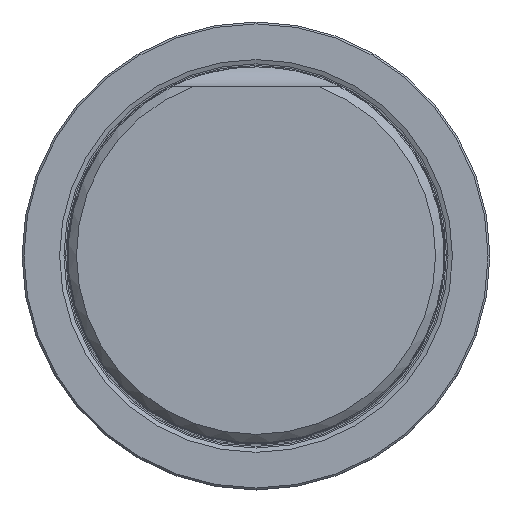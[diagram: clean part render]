
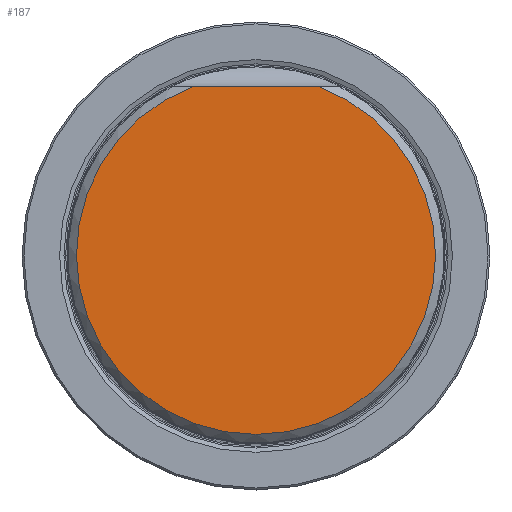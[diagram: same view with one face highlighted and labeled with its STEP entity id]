
A CAD part, top view. The second image highlights one B-rep face of the part: STEP entity #187.
In plain terms, the highlighted planar face has unit normal (0, 0, 1).
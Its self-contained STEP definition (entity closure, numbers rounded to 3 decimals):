
#125=FACE_OUTER_BOUND('',#286,.T.);
#134=LINE('',#761,#140);
#140=VECTOR('',#632,1.);
#172=PLANE('',#543);
#187=ADVANCED_FACE('CU_SU_1',(#125),#172,.F.);
#286=EDGE_LOOP('',(#341,#342));
#341=ORIENTED_EDGE('',*,*,#457,.F.);
#342=ORIENTED_EDGE('',*,*,#458,.F.);
#418=VERTEX_POINT('',#759);
#419=VERTEX_POINT('',#760);
#457=EDGE_CURVE('',#418,#419,#501,.T.);
#458=EDGE_CURVE('',#419,#418,#134,.T.);
#501=CIRCLE('',#542,18.996);
#542=AXIS2_PLACEMENT_3D('',#758,#630,#631);
#543=AXIS2_PLACEMENT_3D('',#762,#633,#634);
#630=DIRECTION('',(0.,0.,-1.));
#631=DIRECTION('',(0.,-1.,0.));
#632=DIRECTION('',(1.,0.,0.));
#633=DIRECTION('',(0.,0.,-1.));
#634=DIRECTION('',(0.,-1.,0.));
#758=CARTESIAN_POINT('',(0.,0.,70.));
#759=CARTESIAN_POINT('',(6.623,17.804,70.));
#760=CARTESIAN_POINT('',(-6.623,17.804,70.));
#761=CARTESIAN_POINT('',(-19.996,17.804,70.));
#762=CARTESIAN_POINT('',(0.,0.,70.));
